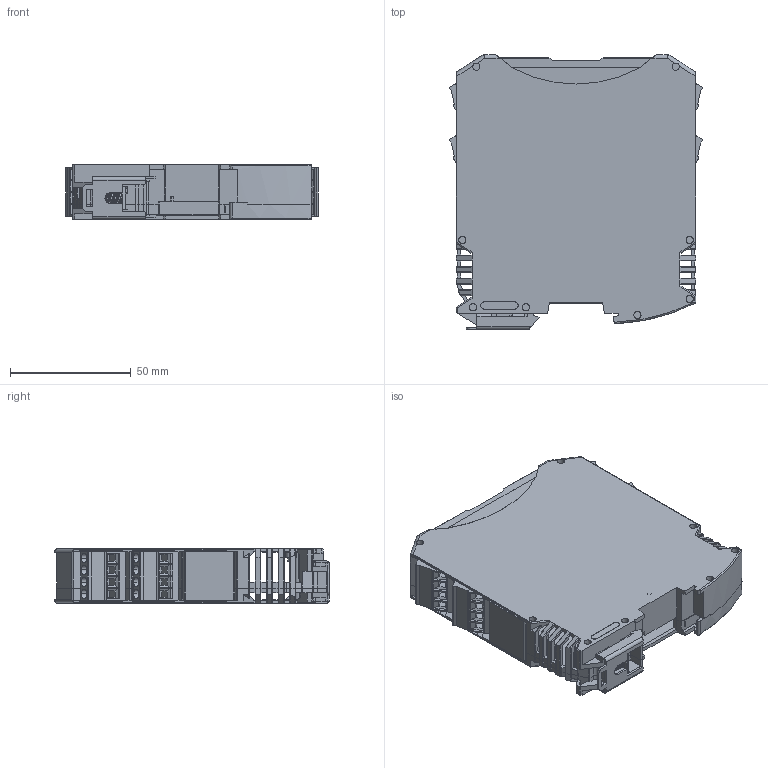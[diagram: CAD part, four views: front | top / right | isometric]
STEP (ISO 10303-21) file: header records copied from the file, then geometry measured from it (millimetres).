
FILE_DESCRIPTION (( 'STEP AP214' ), '1' );
FILE_NAME ('NCMAT01.STEP', '2024-06-19T08:40:45', ( '' ), ( '' ), 'SwSTEP 2.0', 'SolidWorks 2024', '' );
FILE_SCHEMA (( 'AUTOMOTIVE_DESIGN' ));
Length unit declared in the file: millimetre
Products named in the file (13): 2713939_PART6; 2713939_PART4; 2713939_PART1; 2200723_PART3; 2200723; 2713939; 2908472_PART2; 2713939_PART5; NCMAT01; 2908485_PART2; 2713939_PART2; 2908472; 2908485
Assembly tree (15 placements, depth 3):
  NCMAT01
    2713939
      2713939_PART1
      2713939_PART2
      2713939_PART4
      2713939_PART5
      2713939_PART6
    2908472  x2
      2908472_PART2
    2908485  x2
      2908485_PART2
    2200723
      2200723_PART3
    2200723_PART3
Bounding box: 104.54 x 113.65 x 22.6 mm (x, y, z)
Volume: 54262.9 mm3; surface area: 77581.1 mm2
Topology: 11 solids, 11 shells, 2864 faces, 7774 edges, 5062 vertices
Faces by surface type: plane 2091, cylinder 724, cone 39, bspline 8, torus 2
Entity records: 81037 total; most frequent: CARTESIAN_POINT 22678, ORIENTED_EDGE 12350, DIRECTION 11699, EDGE_CURVE 6175, LINE 4767, VECTOR 4767, VERTEX_POINT 4027, AXIS2_PLACEMENT_3D 3466
